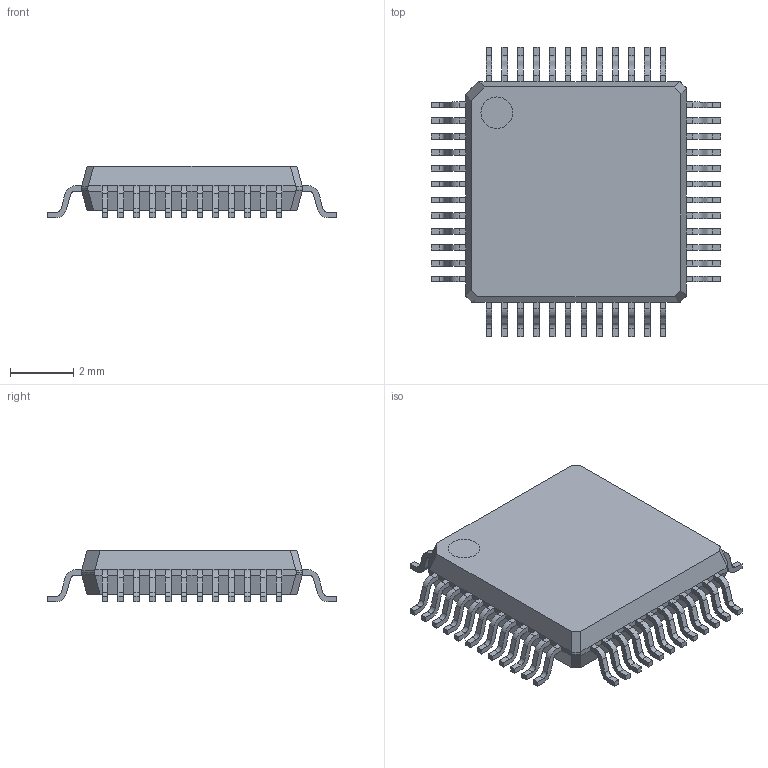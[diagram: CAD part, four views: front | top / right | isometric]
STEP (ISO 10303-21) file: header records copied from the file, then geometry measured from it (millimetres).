
FILE_DESCRIPTION(('FreeCAD Model'),'2;1');
FILE_NAME('Fusion.step','2017-04-10T04:48:54',( 'kicad StepUp'),('ksu MCAD'),'Open CASCADE STEP processor 6.8', 'FreeCAD','Unknown');
FILE_SCHEMA(('AUTOMOTIVE_DESIGN_CC2 { 1 2 10303 214 -1 1 5 4 }'));
Length unit declared in the file: millimetre
Products named in the file (2): ASSEMBLY; Fusion
Assembly tree (1 placements, depth 2):
  ASSEMBLY
    Fusion
Bounding box: 9.14 x 9.14 x 1.63 mm (x, y, z)
Volume: 67 mm3; surface area: 182.5 mm2
Topology: 1 solids, 2 shells, 753 faces, 2054 edges, 1306 vertices
Faces by surface type: plane 553, cylinder 200
Entity records: 28719 total; most frequent: CARTESIAN_POINT 4151, ORIENTED_EDGE 4108, DIRECTION 3942, EDGE_CURVE 2054, LINE 1652, VECTOR 1652, VERTEX_POINT 1306, AXIS2_PLACEMENT_3D 1145
